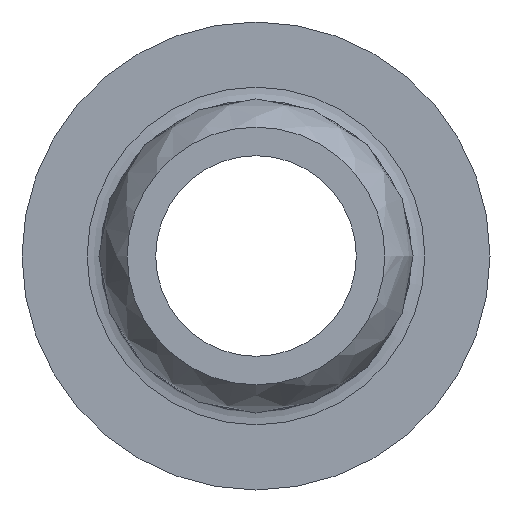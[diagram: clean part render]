
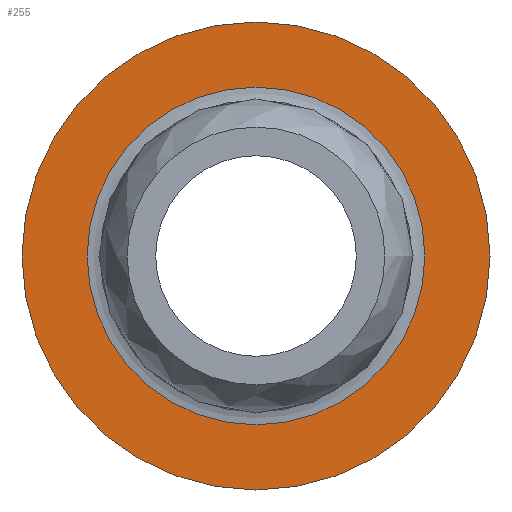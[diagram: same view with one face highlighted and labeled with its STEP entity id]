
A CAD part, left-side view. The second image highlights one B-rep face of the part: STEP entity #255.
In plain terms, the highlighted planar face has unit normal (-1, 0, 0).
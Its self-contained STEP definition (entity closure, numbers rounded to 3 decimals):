
#221=CARTESIAN_POINT('',(25.0,-7.,0.0));
#222=VERTEX_POINT('',#221);
#223=CARTESIAN_POINT('',(25.0,0.,0.0));
#224=DIRECTION('',(-1.0,0.0,0.0));
#225=DIRECTION('',(0.0,-1.0,0.0));
#226=AXIS2_PLACEMENT_3D('',#223,#224,#225);
#227=CIRCLE('',#226,7.);
#228=EDGE_CURVE('',#222,#222,#227,.T.);
#236=CARTESIAN_POINT('',(25.0,-6.025,0.0));
#237=DIRECTION('',(-1.0,0.0,0.0));
#238=DIRECTION('',(0.0,0.0,1.0));
#239=AXIS2_PLACEMENT_3D('',#236,#237,#238);
#240=PLANE('',#239);
#241=ORIENTED_EDGE('',*,*,#228,.T.);
#242=EDGE_LOOP('',(#241));
#243=FACE_OUTER_BOUND('',#242,.T.);
#244=CARTESIAN_POINT('',(25.0,-5.05,0.0));
#245=VERTEX_POINT('',#244);
#246=CARTESIAN_POINT('',(25.0,0.,0.0));
#247=DIRECTION('',(-1.0,0.0,0.0));
#248=DIRECTION('',(0.0,-1.0,0.0));
#249=AXIS2_PLACEMENT_3D('',#246,#247,#248);
#250=CIRCLE('',#249,5.05);
#251=EDGE_CURVE('',#245,#245,#250,.T.);
#252=ORIENTED_EDGE('',*,*,#251,.F.);
#253=EDGE_LOOP('',(#252));
#254=FACE_BOUND('',#253,.T.);
#255=ADVANCED_FACE('',(#243,#254),#240,.T.);
